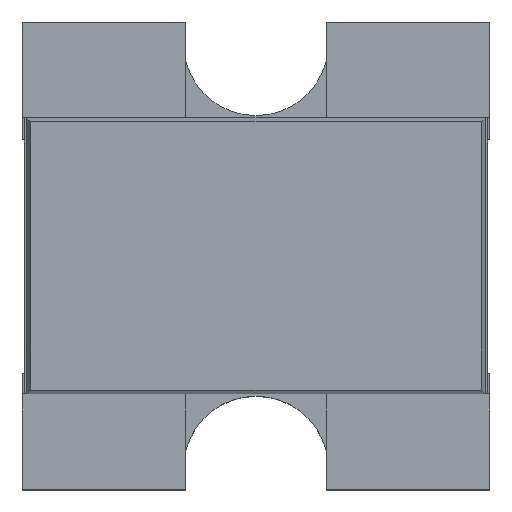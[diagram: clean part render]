
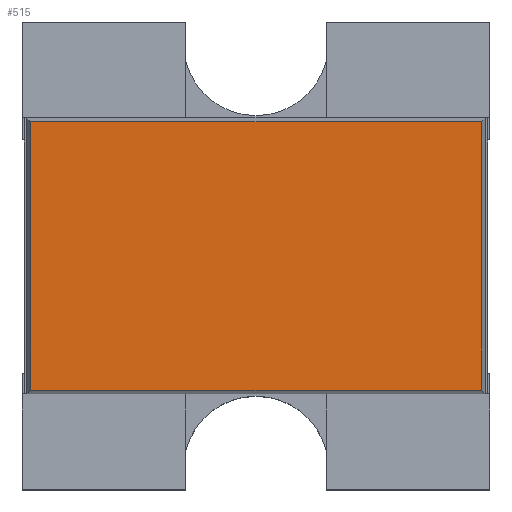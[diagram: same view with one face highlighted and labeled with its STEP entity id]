
A CAD part, top view. The second image highlights one B-rep face of the part: STEP entity #515.
In plain terms, the highlighted planar face has unit normal (0, 0, 1).
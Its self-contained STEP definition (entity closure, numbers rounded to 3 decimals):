
#52 = VECTOR ( 'NONE', #2190, 1000. ) ;
#93 = ORIENTED_EDGE ( 'NONE', *, *, #2040, .T. ) ;
#133 = LINE ( 'NONE', #2173, #2081 ) ;
#198 = EDGE_CURVE ( 'NONE', #1108, #1537, #3101, .T. ) ;
#246 = CARTESIAN_POINT ( 'NONE',  ( -0.482, 0.287, 0.35 ) ) ;
#515 = ADVANCED_FACE ( 'NONE', ( #2814 ), #3237, .T. ) ;
#774 = DIRECTION ( 'NONE',  ( -1., 0., 0. ) ) ;
#798 = CARTESIAN_POINT ( 'NONE',  ( 0.482, 0.287, 0.35 ) ) ;
#868 = CARTESIAN_POINT ( 'NONE',  ( -0.49, 0.287, 0.35 ) ) ;
#1000 = DIRECTION ( 'NONE',  ( 0., 0., 1. ) ) ;
#1032 = VECTOR ( 'NONE', #774, 1000. ) ;
#1085 = EDGE_LOOP ( 'NONE', ( #1242, #2426, #93, #1952 ) ) ;
#1108 = VERTEX_POINT ( 'NONE', #798 ) ;
#1134 = CARTESIAN_POINT ( 'NONE',  ( 0.482, -0.287, 0.35 ) ) ;
#1150 = VECTOR ( 'NONE', #1217, 1000. ) ;
#1217 = DIRECTION ( 'NONE',  ( 0., -1., 0. ) ) ;
#1234 = LINE ( 'NONE', #1717, #1150 ) ;
#1242 = ORIENTED_EDGE ( 'NONE', *, *, #2487, .T. ) ;
#1421 = CARTESIAN_POINT ( 'NONE',  ( 0.482, 0.295, 0.35 ) ) ;
#1486 = LINE ( 'NONE', #1421, #52 ) ;
#1537 = VERTEX_POINT ( 'NONE', #246 ) ;
#1669 = EDGE_CURVE ( 'NONE', #2877, #2766, #133, .T. ) ;
#1717 = CARTESIAN_POINT ( 'NONE',  ( -0.482, 0.295, 0.35 ) ) ;
#1952 = ORIENTED_EDGE ( 'NONE', *, *, #198, .T. ) ;
#1976 = CARTESIAN_POINT ( 'NONE',  ( -0.482, -0.287, 0.35 ) ) ;
#2040 = EDGE_CURVE ( 'NONE', #2766, #1108, #1486, .T. ) ;
#2081 = VECTOR ( 'NONE', #2433, 1000. ) ;
#2173 = CARTESIAN_POINT ( 'NONE',  ( -0.49, -0.287, 0.35 ) ) ;
#2190 = DIRECTION ( 'NONE',  ( 0., 1., 0. ) ) ;
#2326 = AXIS2_PLACEMENT_3D ( 'NONE', #2541, #1000, #2808 ) ;
#2426 = ORIENTED_EDGE ( 'NONE', *, *, #1669, .T. ) ;
#2433 = DIRECTION ( 'NONE',  ( 1., 0., 0. ) ) ;
#2487 = EDGE_CURVE ( 'NONE', #1537, #2877, #1234, .T. ) ;
#2541 = CARTESIAN_POINT ( 'NONE',  ( -0.49, -0.295, 0.35 ) ) ;
#2766 = VERTEX_POINT ( 'NONE', #1134 ) ;
#2808 = DIRECTION ( 'NONE',  ( 1., 0., 0. ) ) ;
#2814 = FACE_OUTER_BOUND ( 'NONE', #1085, .T. ) ;
#2877 = VERTEX_POINT ( 'NONE', #1976 ) ;
#3101 = LINE ( 'NONE', #868, #1032 ) ;
#3237 = PLANE ( 'NONE',  #2326 ) ;
